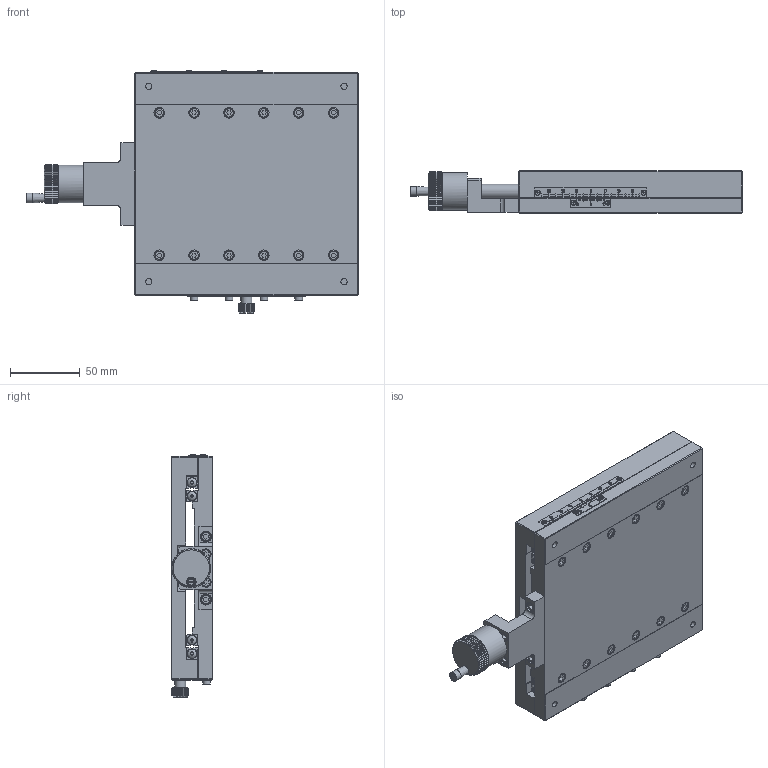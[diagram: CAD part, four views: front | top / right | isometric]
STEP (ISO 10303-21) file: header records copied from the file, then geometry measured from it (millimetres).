
FILE_DESCRIPTION (( 'STEP AP203' ), '1' );
FILE_NAME ('528859.STEP', '2024-10-17T01:37:07', ( 'Windows User' ), ( 'P R C' ), 'SwSTEP 2.0', 'SolidWorks 2020', '' );
FILE_SCHEMA (( 'CONFIG_CONTROL_DESIGN' ));
Products named in the file (1): 528859
Bounding box: 238 x 30 x 173.6 mm (x, y, z)
Volume: 677605.7 mm3; surface area: 160790.6 mm2
Topology: 2 solids, 2 shells, 2381 faces, 5893 edges, 3771 vertices
Faces by surface type: plane 1823, cylinder 255, cone 208, bspline 87, torus 8
Full cylindrical faces by diameter (mm): 3.242 x29, 3.4 x12, 3.8 x4, 4 x13, 4.5 x4, 5 x1, 5.2 x1, 5.5 x8, 6 x28, 6.9 x8, 7 x17, 7.5 x14, 8 x8, 9 x1, 10 x2, 27 x1
Entity records: 72049 total; most frequent: CARTESIAN_POINT 17760, ORIENTED_EDGE 11156, DIRECTION 10362, EDGE_CURVE 5578, VECTOR 4208, LINE 4208, VERTEX_POINT 3721, AXIS2_PLACEMENT_3D 3077
